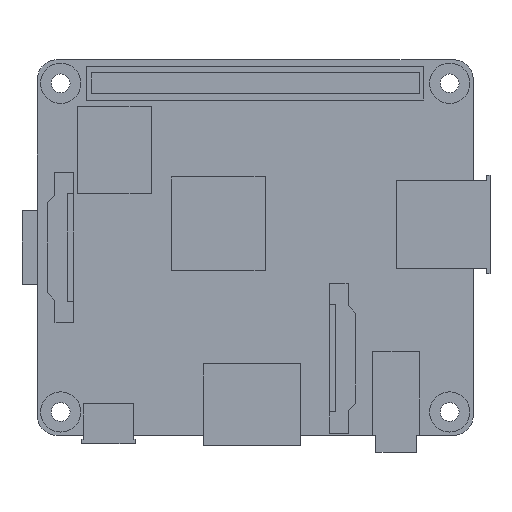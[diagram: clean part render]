
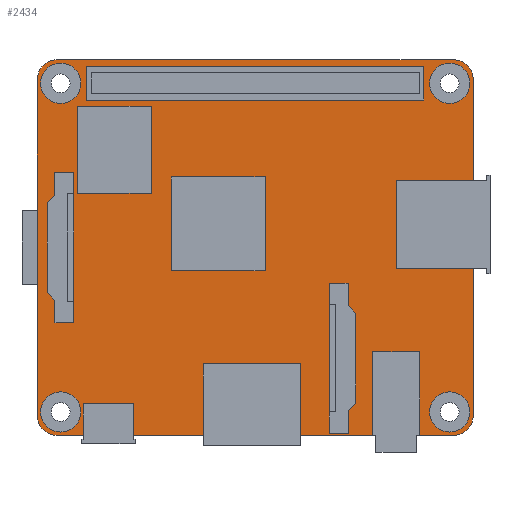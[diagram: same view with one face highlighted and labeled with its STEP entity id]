
A CAD part, top view. The second image highlights one B-rep face of the part: STEP entity #2434.
In plain terms, the highlighted planar face has unit normal (0, 0, 1).
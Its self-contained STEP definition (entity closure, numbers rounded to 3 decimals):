
#47=FACE_BOUND('',#361,.T.);
#48=FACE_BOUND('',#362,.T.);
#49=FACE_BOUND('',#363,.T.);
#50=FACE_BOUND('',#364,.T.);
#51=FACE_BOUND('',#365,.T.);
#69=PLANE('',#2617);
#206=FACE_OUTER_BOUND('',#360,.T.);
#360=EDGE_LOOP('',(#1758,#1759,#1760,#1761,#1762,#1763,#1764,#1765));
#361=EDGE_LOOP('',(#1766));
#362=EDGE_LOOP('',(#1767));
#363=EDGE_LOOP('',(#1768));
#364=EDGE_LOOP('',(#1769));
#365=EDGE_LOOP('',(#1770,#1771,#1772,#1773));
#525=LINE('',#3487,#830);
#529=LINE('',#3495,#834);
#532=LINE('',#3501,#837);
#535=LINE('',#3506,#840);
#537=LINE('',#3512,#842);
#538=LINE('',#3516,#843);
#539=LINE('',#3520,#844);
#540=LINE('',#3524,#845);
#830=VECTOR('',#2807,10.);
#834=VECTOR('',#2813,10.);
#837=VECTOR('',#2818,10.);
#840=VECTOR('',#2823,10.);
#842=VECTOR('',#2829,10.);
#843=VECTOR('',#2832,10.);
#844=VECTOR('',#2835,10.);
#845=VECTOR('',#2838,10.);
#1136=CIRCLE('',#2618,3.);
#1137=CIRCLE('',#2619,3.);
#1138=CIRCLE('',#2620,3.);
#1139=CIRCLE('',#2621,3.);
#1140=CIRCLE('',#2622,3.);
#1141=CIRCLE('',#2623,3.);
#1142=CIRCLE('',#2624,3.);
#1143=CIRCLE('',#2625,3.);
#1170=VERTEX_POINT('',#3485);
#1171=VERTEX_POINT('',#3486);
#1174=VERTEX_POINT('',#3494);
#1176=VERTEX_POINT('',#3500);
#1178=VERTEX_POINT('',#3510);
#1179=VERTEX_POINT('',#3511);
#1180=VERTEX_POINT('',#3513);
#1181=VERTEX_POINT('',#3515);
#1182=VERTEX_POINT('',#3517);
#1183=VERTEX_POINT('',#3519);
#1184=VERTEX_POINT('',#3521);
#1185=VERTEX_POINT('',#3523);
#1186=VERTEX_POINT('',#3526);
#1187=VERTEX_POINT('',#3528);
#1188=VERTEX_POINT('',#3530);
#1189=VERTEX_POINT('',#3532);
#1397=EDGE_CURVE('',#1170,#1171,#525,.T.);
#1401=EDGE_CURVE('',#1174,#1170,#529,.T.);
#1404=EDGE_CURVE('',#1176,#1174,#532,.T.);
#1407=EDGE_CURVE('',#1171,#1176,#535,.T.);
#1409=EDGE_CURVE('',#1178,#1179,#537,.T.);
#1410=EDGE_CURVE('',#1179,#1180,#1136,.T.);
#1411=EDGE_CURVE('',#1180,#1181,#538,.T.);
#1412=EDGE_CURVE('',#1181,#1182,#1137,.T.);
#1413=EDGE_CURVE('',#1182,#1183,#539,.T.);
#1414=EDGE_CURVE('',#1183,#1184,#1138,.T.);
#1415=EDGE_CURVE('',#1184,#1185,#540,.T.);
#1416=EDGE_CURVE('',#1185,#1178,#1139,.T.);
#1417=EDGE_CURVE('',#1186,#1186,#1140,.T.);
#1418=EDGE_CURVE('',#1187,#1187,#1141,.T.);
#1419=EDGE_CURVE('',#1188,#1188,#1142,.T.);
#1420=EDGE_CURVE('',#1189,#1189,#1143,.T.);
#1758=ORIENTED_EDGE('',*,*,#1409,.T.);
#1759=ORIENTED_EDGE('',*,*,#1410,.T.);
#1760=ORIENTED_EDGE('',*,*,#1411,.T.);
#1761=ORIENTED_EDGE('',*,*,#1412,.T.);
#1762=ORIENTED_EDGE('',*,*,#1413,.T.);
#1763=ORIENTED_EDGE('',*,*,#1414,.T.);
#1764=ORIENTED_EDGE('',*,*,#1415,.T.);
#1765=ORIENTED_EDGE('',*,*,#1416,.T.);
#1766=ORIENTED_EDGE('',*,*,#1417,.T.);
#1767=ORIENTED_EDGE('',*,*,#1418,.T.);
#1768=ORIENTED_EDGE('',*,*,#1419,.T.);
#1769=ORIENTED_EDGE('',*,*,#1420,.T.);
#1770=ORIENTED_EDGE('',*,*,#1397,.T.);
#1771=ORIENTED_EDGE('',*,*,#1407,.T.);
#1772=ORIENTED_EDGE('',*,*,#1404,.T.);
#1773=ORIENTED_EDGE('',*,*,#1401,.T.);
#2434=ADVANCED_FACE('',(#206,#47,#48,#49,#50,#51),#69,.T.);
#2617=AXIS2_PLACEMENT_3D('',#3509,#2827,#2828);
#2618=AXIS2_PLACEMENT_3D('',#3514,#2830,#2831);
#2619=AXIS2_PLACEMENT_3D('',#3518,#2833,#2834);
#2620=AXIS2_PLACEMENT_3D('',#3522,#2836,#2837);
#2621=AXIS2_PLACEMENT_3D('',#3525,#2839,#2840);
#2622=AXIS2_PLACEMENT_3D('',#3527,#2841,#2842);
#2623=AXIS2_PLACEMENT_3D('',#3529,#2843,#2844);
#2624=AXIS2_PLACEMENT_3D('',#3531,#2845,#2846);
#2625=AXIS2_PLACEMENT_3D('',#3533,#2847,#2848);
#2807=DIRECTION('',(1.,0.,0.));
#2813=DIRECTION('',(0.,1.,0.));
#2818=DIRECTION('',(-1.,0.,0.));
#2823=DIRECTION('',(0.,-1.,0.));
#2827=DIRECTION('center_axis',(0.,0.,1.));
#2828=DIRECTION('ref_axis',(1.,0.,0.));
#2829=DIRECTION('',(-1.,0.,0.));
#2830=DIRECTION('center_axis',(0.,0.,1.));
#2831=DIRECTION('ref_axis',(0.,1.,0.));
#2832=DIRECTION('',(0.,-1.,0.));
#2833=DIRECTION('center_axis',(0.,0.,1.));
#2834=DIRECTION('ref_axis',(-1.,0.,0.));
#2835=DIRECTION('',(1.,0.,0.));
#2836=DIRECTION('center_axis',(0.,0.,1.));
#2837=DIRECTION('ref_axis',(0.,-1.,0.));
#2838=DIRECTION('',(0.,1.,0.));
#2839=DIRECTION('center_axis',(0.,0.,1.));
#2840=DIRECTION('ref_axis',(1.,0.,0.));
#2841=DIRECTION('center_axis',(0.,0.,-1.));
#2842=DIRECTION('ref_axis',(1.,0.,0.));
#2843=DIRECTION('center_axis',(0.,0.,-1.));
#2844=DIRECTION('ref_axis',(1.,0.,0.));
#2845=DIRECTION('center_axis',(0.,0.,-1.));
#2846=DIRECTION('ref_axis',(1.,0.,0.));
#2847=DIRECTION('center_axis',(0.,0.,-1.));
#2848=DIRECTION('ref_axis',(1.,0.,0.));
#3485=CARTESIAN_POINT('',(7.57,52.03,1.5));
#3486=CARTESIAN_POINT('',(9.17,52.03,1.5));
#3487=CARTESIAN_POINT('',(20.035,52.03,1.5));
#3494=CARTESIAN_POINT('',(7.57,50.43,1.5));
#3495=CARTESIAN_POINT('',(7.57,39.215,1.5));
#3500=CARTESIAN_POINT('',(9.17,50.43,1.5));
#3501=CARTESIAN_POINT('',(20.835,50.43,1.5));
#3506=CARTESIAN_POINT('',(9.17,40.015,1.5));
#3509=CARTESIAN_POINT('Origin',(32.5,28.,1.5));
#3510=CARTESIAN_POINT('',(62.,56.,1.5));
#3511=CARTESIAN_POINT('',(3.,56.,1.5));
#3512=CARTESIAN_POINT('',(62.,56.,1.5));
#3513=CARTESIAN_POINT('',(0.,53.,1.5));
#3514=CARTESIAN_POINT('Origin',(3.,53.,1.5));
#3515=CARTESIAN_POINT('',(0.,3.,1.5));
#3516=CARTESIAN_POINT('',(0.,53.,1.5));
#3517=CARTESIAN_POINT('',(3.,0.,1.5));
#3518=CARTESIAN_POINT('Origin',(3.,3.,1.5));
#3519=CARTESIAN_POINT('',(62.,0.,1.5));
#3520=CARTESIAN_POINT('',(3.,0.,1.5));
#3521=CARTESIAN_POINT('',(65.,3.,1.5));
#3522=CARTESIAN_POINT('Origin',(62.,3.,1.5));
#3523=CARTESIAN_POINT('',(65.,53.,1.5));
#3524=CARTESIAN_POINT('',(65.,3.,1.5));
#3525=CARTESIAN_POINT('Origin',(62.,53.,1.5));
#3526=CARTESIAN_POINT('',(58.5,52.5,1.5));
#3527=CARTESIAN_POINT('Origin',(61.5,52.5,1.5));
#3528=CARTESIAN_POINT('',(58.5,3.5,1.5));
#3529=CARTESIAN_POINT('Origin',(61.5,3.5,1.5));
#3530=CARTESIAN_POINT('',(0.5,52.5,1.5));
#3531=CARTESIAN_POINT('Origin',(3.5,52.5,1.5));
#3532=CARTESIAN_POINT('',(0.5,3.5,1.5));
#3533=CARTESIAN_POINT('Origin',(3.5,3.5,1.5));
